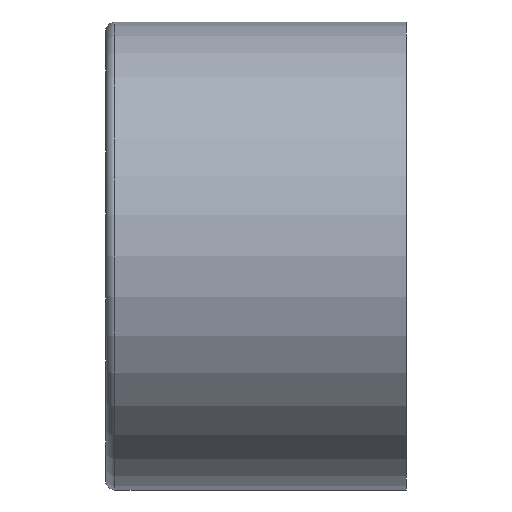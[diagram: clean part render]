
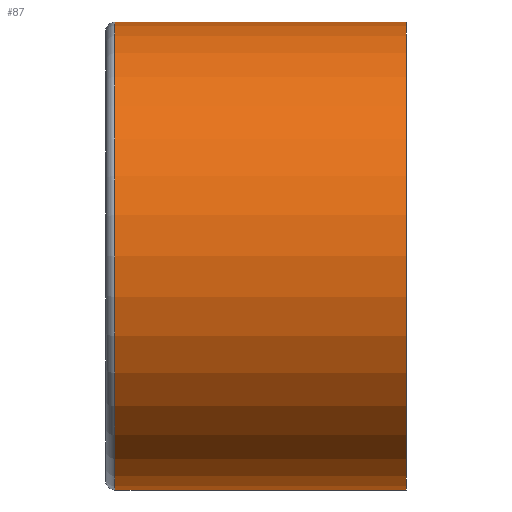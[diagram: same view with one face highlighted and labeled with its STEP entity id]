
A CAD part, front view. The second image highlights one B-rep face of the part: STEP entity #87.
In plain terms, the highlighted cylindrical face has radius 25 mm (diameter 50 mm), a full revolution.
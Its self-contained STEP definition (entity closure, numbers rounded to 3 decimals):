
#17=CYLINDRICAL_SURFACE('',#99,25.);
#23=FACE_BOUND('',#40,.T.);
#30=FACE_OUTER_BOUND('',#39,.T.);
#39=EDGE_LOOP('',(#74));
#40=EDGE_LOOP('',(#75));
#49=CIRCLE('',#95,25.);
#52=CIRCLE('',#100,25.);
#56=VERTEX_POINT('',#140);
#59=VERTEX_POINT('',#148);
#63=EDGE_CURVE('',#56,#56,#49,.T.);
#66=EDGE_CURVE('',#59,#59,#52,.T.);
#74=ORIENTED_EDGE('',*,*,#66,.T.);
#75=ORIENTED_EDGE('',*,*,#63,.F.);
#87=ADVANCED_FACE('',(#30,#23),#17,.T.);
#95=AXIS2_PLACEMENT_3D('',#141,#112,#113);
#99=AXIS2_PLACEMENT_3D('',#147,#120,#121);
#100=AXIS2_PLACEMENT_3D('',#149,#122,#123);
#112=DIRECTION('center_axis',(-1.,0.,0.));
#113=DIRECTION('ref_axis',(0.,1.,0.));
#120=DIRECTION('center_axis',(-1.,0.,0.));
#121=DIRECTION('ref_axis',(0.,-1.,0.));
#122=DIRECTION('center_axis',(-1.,0.,0.));
#123=DIRECTION('ref_axis',(0.,0.,1.));
#140=CARTESIAN_POINT('',(1.869,-25.,0.));
#141=CARTESIAN_POINT('Origin',(1.869,0.,0.));
#147=CARTESIAN_POINT('Origin',(16.5,0.,0.));
#148=CARTESIAN_POINT('',(33.,-25.,0.));
#149=CARTESIAN_POINT('Origin',(33.,0.,0.));
